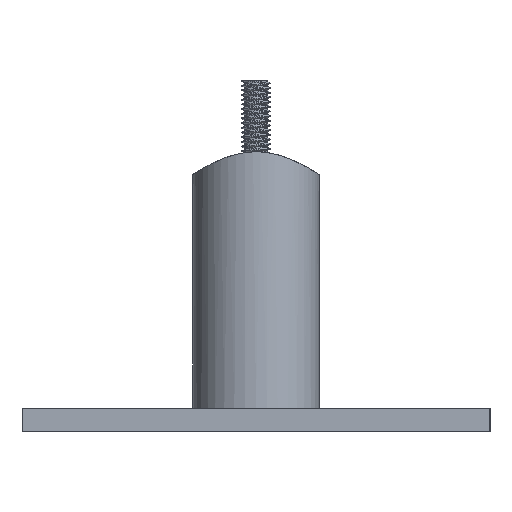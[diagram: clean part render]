
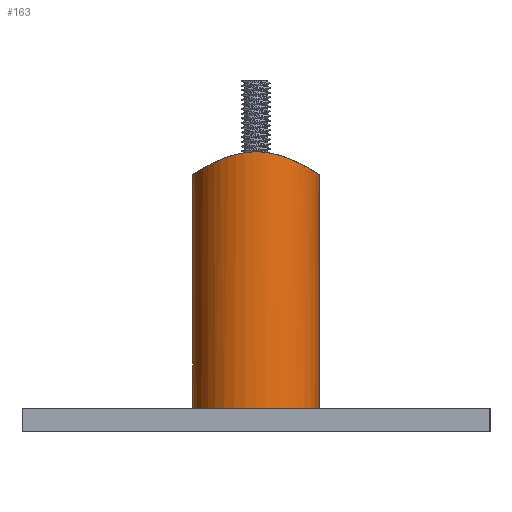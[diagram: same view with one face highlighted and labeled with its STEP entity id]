
A CAD part, front view. The second image highlights one B-rep face of the part: STEP entity #163.
In plain terms, the highlighted cylindrical face has radius 13.5 mm (diameter 27 mm), a full revolution.
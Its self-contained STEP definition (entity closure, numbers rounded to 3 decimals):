
#163=ADVANCED_FACE('',(#251,#252),#182,.T.);
#182=CYLINDRICAL_SURFACE('',#1063,13.5);
#203=B_SPLINE_CURVE_WITH_KNOTS('',3,(#38370,#38371,#38372,#38373,#38374,
#38375,#38376,#38377,#38378,#38379,#38380,#38381,#38382,#38383,#38384,#38385,
#38386,#38387,#38388,#38389,#38390,#38391,#38392,#38393,#38394,#38395,#38396,
#38397,#38398,#38399,#38400,#38401,#38402,#38403,#38404,#38405,#38406,#38407,
#38408,#38409,#38410,#38411,#38412,#38413,#38414,#38415,#38416,#38417,#38418,
#38419,#38420,#38421,#38422,#38423,#38424,#38425,#38426,#38427,#38428,#38429,
#38430,#38431,#38432,#38433,#38434,#38435,#38436,#38437,#38438,#38439,#38440,
#38441,#38442,#38443,#38444,#38445,#38446,#38447,#38448,#38449,#38450,#38451,
#38452,#38453,#38454,#38455,#38456,#38457,#38458,#38459,#38460,#38461,#38462,
#38463,#38464,#38465,#38466,#38467,#38468,#38469),.UNSPECIFIED.,.T.,.F.,
(2,2,2,2,2,2,2,2,2,2,2,2,2,2,2,2,2,2,2,2,2,2,2,2,2,2,2,2,2,2,2,2,2,2,2,
2,2,2,2,2,2,2,2,2,2,2,2,2,2,2,2,2),(-0.031,0.,0.016,
0.031,0.062,0.078,0.094,
0.125,0.141,0.156,0.187,
0.203,0.219,0.234,0.25,
0.266,0.281,0.312,0.328,
0.344,0.375,0.391,0.406,
0.422,0.437,0.469,0.484,
0.5,0.516,0.531,0.562,
0.578,0.594,0.609,0.625,
0.656,0.687,0.703,0.719,
0.75,0.766,0.781,0.797,
0.812,0.844,0.859,0.875,
0.906,0.937,0.969,1.,1.016),.UNSPECIFIED.);
#251=FACE_BOUND('',#333,.T.);
#252=FACE_BOUND('',#334,.T.);
#333=EDGE_LOOP('',(#525));
#334=EDGE_LOOP('',(#526));
#525=ORIENTED_EDGE('',*,*,#697,.T.);
#526=ORIENTED_EDGE('',*,*,#698,.F.);
#601=VERTEX_POINT('',#38369);
#602=VERTEX_POINT('',#38470);
#697=EDGE_CURVE('',#601,#601,#734,.T.);
#698=EDGE_CURVE('',#602,#602,#203,.T.);
#734=CIRCLE('',#1062,13.5);
#1062=AXIS2_PLACEMENT_3D('',#38368,#1284,#1285);
#1063=AXIS2_PLACEMENT_3D('',#38471,#1286,#1287);
#1284=DIRECTION('',(0.,0.,1.));
#1285=DIRECTION('',(1.,0.,0.));
#1286=DIRECTION('',(0.,0.,-1.));
#1287=DIRECTION('',(-1.,0.,0.));
#38368=CARTESIAN_POINT('',(0.,-32.5,0.));
#38369=CARTESIAN_POINT('',(13.5,-32.5,0.));
#38370=CARTESIAN_POINT('',(-13.5,-31.58,49.9));
#38371=CARTESIAN_POINT('',(-13.5,-32.96,49.9));
#38372=CARTESIAN_POINT('',(-13.476,-33.42,49.915));
#38373=CARTESIAN_POINT('',(-13.383,-34.332,49.974));
#38374=CARTESIAN_POINT('',(-13.312,-34.788,50.019));
#38375=CARTESIAN_POINT('',(-13.038,-36.118,50.192));
#38376=CARTESIAN_POINT('',(-12.771,-36.965,50.359));
#38377=CARTESIAN_POINT('',(-12.254,-38.181,50.671));
#38378=CARTESIAN_POINT('',(-12.062,-38.578,50.786));
#38379=CARTESIAN_POINT('',(-11.64,-39.353,51.034));
#38380=CARTESIAN_POINT('',(-11.41,-39.729,51.167));
#38381=CARTESIAN_POINT('',(-10.678,-40.806,51.58));
#38382=CARTESIAN_POINT('',(-10.13,-41.465,51.877));
#38383=CARTESIAN_POINT('',(-9.217,-42.373,52.336));
#38384=CARTESIAN_POINT('',(-8.896,-42.664,52.492));
#38385=CARTESIAN_POINT('',(-8.229,-43.21,52.802));
#38386=CARTESIAN_POINT('',(-7.885,-43.466,52.955));
#38387=CARTESIAN_POINT('',(-6.817,-44.184,53.401));
#38388=CARTESIAN_POINT('',(-6.059,-44.596,53.685));
#38389=CARTESIAN_POINT('',(-4.838,-45.111,54.057));
#38390=CARTESIAN_POINT('',(-4.419,-45.264,54.172));
#38391=CARTESIAN_POINT('',(-3.569,-45.527,54.374));
#38392=CARTESIAN_POINT('',(-3.136,-45.638,54.462));
#38393=CARTESIAN_POINT('',(-2.254,-45.818,54.605));
#38394=CARTESIAN_POINT('',(-1.801,-45.887,54.661));
#38395=CARTESIAN_POINT('',(-0.891,-45.978,54.736));
#38396=CARTESIAN_POINT('',(-0.437,-46.001,54.754));
#38397=CARTESIAN_POINT('',(0.469,-45.999,54.754));
#38398=CARTESIAN_POINT('',(0.92,-45.976,54.734));
#38399=CARTESIAN_POINT('',(1.82,-45.884,54.659));
#38400=CARTESIAN_POINT('',(2.27,-45.815,54.603));
#38401=CARTESIAN_POINT('',(3.604,-45.542,54.384));
#38402=CARTESIAN_POINT('',(4.448,-45.276,54.177));
#38403=CARTESIAN_POINT('',(5.659,-44.765,53.807));
#38404=CARTESIAN_POINT('',(6.054,-44.574,53.673));
#38405=CARTESIAN_POINT('',(6.822,-44.158,53.391));
#38406=CARTESIAN_POINT('',(7.191,-43.933,53.245));
#38407=CARTESIAN_POINT('',(8.259,-43.213,52.797));
#38408=CARTESIAN_POINT('',(8.919,-42.671,52.487));
#38409=CARTESIAN_POINT('',(9.834,-41.759,52.026));
#38410=CARTESIAN_POINT('',(10.127,-41.438,51.873));
#38411=CARTESIAN_POINT('',(10.678,-40.772,51.577));
#38412=CARTESIAN_POINT('',(10.937,-40.426,51.434));
#38413=CARTESIAN_POINT('',(11.423,-39.708,51.159));
#38414=CARTESIAN_POINT('',(11.65,-39.335,51.028));
#38415=CARTESIAN_POINT('',(12.071,-38.561,50.781));
#38416=CARTESIAN_POINT('',(12.265,-38.159,50.665));
#38417=CARTESIAN_POINT('',(12.783,-36.931,50.351));
#38418=CARTESIAN_POINT('',(13.049,-36.077,50.185));
#38419=CARTESIAN_POINT('',(13.321,-34.739,50.014));
#38420=CARTESIAN_POINT('',(13.389,-34.286,49.97));
#38421=CARTESIAN_POINT('',(13.479,-33.382,49.914));
#38422=CARTESIAN_POINT('',(13.501,-32.929,49.899));
#38423=CARTESIAN_POINT('',(13.499,-32.022,49.901));
#38424=CARTESIAN_POINT('',(13.476,-31.568,49.916));
#38425=CARTESIAN_POINT('',(13.381,-30.657,49.975));
#38426=CARTESIAN_POINT('',(13.311,-30.204,50.02));
#38427=CARTESIAN_POINT('',(13.036,-28.878,50.193));
#38428=CARTESIAN_POINT('',(12.768,-28.026,50.36));
#38429=CARTESIAN_POINT('',(12.243,-26.794,50.678));
#38430=CARTESIAN_POINT('',(12.049,-26.395,50.794));
#38431=CARTESIAN_POINT('',(11.628,-25.628,51.041));
#38432=CARTESIAN_POINT('',(11.402,-25.258,51.171));
#38433=CARTESIAN_POINT('',(10.916,-24.546,51.445));
#38434=CARTESIAN_POINT('',(10.658,-24.203,51.588));
#38435=CARTESIAN_POINT('',(10.108,-23.541,51.882));
#38436=CARTESIAN_POINT('',(9.817,-23.223,52.035));
#38437=CARTESIAN_POINT('',(8.897,-22.31,52.497));
#38438=CARTESIAN_POINT('',(8.236,-21.768,52.808));
#38439=CARTESIAN_POINT('',(6.807,-20.81,53.405));
#38440=CARTESIAN_POINT('',(6.034,-20.392,53.693));
#38441=CARTESIAN_POINT('',(4.821,-19.883,54.062));
#38442=CARTESIAN_POINT('',(4.407,-19.732,54.176));
#38443=CARTESIAN_POINT('',(3.556,-19.469,54.377));
#38444=CARTESIAN_POINT('',(3.117,-19.357,54.465));
#38445=CARTESIAN_POINT('',(1.789,-19.089,54.68));
#38446=CARTESIAN_POINT('',(0.89,-18.998,54.755));
#38447=CARTESIAN_POINT('',(-0.482,-19.001,54.753));
#38448=CARTESIAN_POINT('',(-0.943,-19.025,54.733));
#38449=CARTESIAN_POINT('',(-1.846,-19.119,54.656));
#38450=CARTESIAN_POINT('',(-2.291,-19.188,54.6));
#38451=CARTESIAN_POINT('',(-3.169,-19.37,54.455));
#38452=CARTESIAN_POINT('',(-3.603,-19.482,54.367));
#38453=CARTESIAN_POINT('',(-4.458,-19.749,54.162));
#38454=CARTESIAN_POINT('',(-4.872,-19.902,54.048));
#38455=CARTESIAN_POINT('',(-6.077,-20.414,53.678));
#38456=CARTESIAN_POINT('',(-6.831,-20.824,53.396));
#38457=CARTESIAN_POINT('',(-7.899,-21.544,52.948));
#38458=CARTESIAN_POINT('',(-8.246,-21.802,52.794));
#38459=CARTESIAN_POINT('',(-8.91,-22.349,52.486));
#38460=CARTESIAN_POINT('',(-9.228,-22.637,52.331));
#38461=CARTESIAN_POINT('',(-10.136,-23.543,51.873));
#38462=CARTESIAN_POINT('',(-10.685,-24.203,51.576));
#38463=CARTESIAN_POINT('',(-11.667,-25.652,51.022));
#38464=CARTESIAN_POINT('',(-12.085,-26.419,50.773));
#38465=CARTESIAN_POINT('',(-12.775,-28.048,50.356));
#38466=CARTESIAN_POINT('',(-13.047,-28.918,50.186));
#38467=CARTESIAN_POINT('',(-13.407,-30.681,49.96));
#38468=CARTESIAN_POINT('',(-13.5,-31.58,49.9));
#38469=CARTESIAN_POINT('',(-13.5,-32.96,49.9));
#38470=CARTESIAN_POINT('',(-13.5,-32.5,49.9));
#38471=CARTESIAN_POINT('',(0.,-32.5,76.2));
